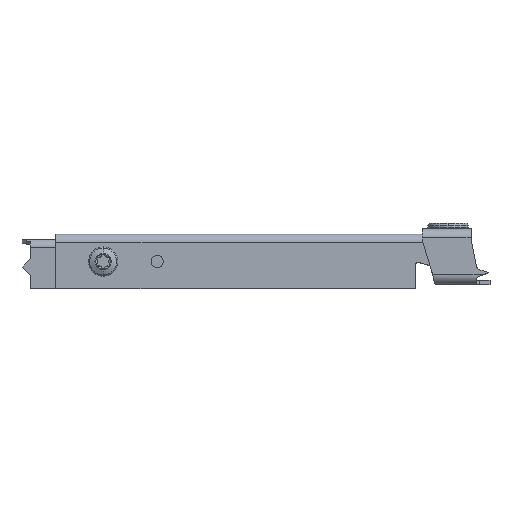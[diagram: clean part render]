
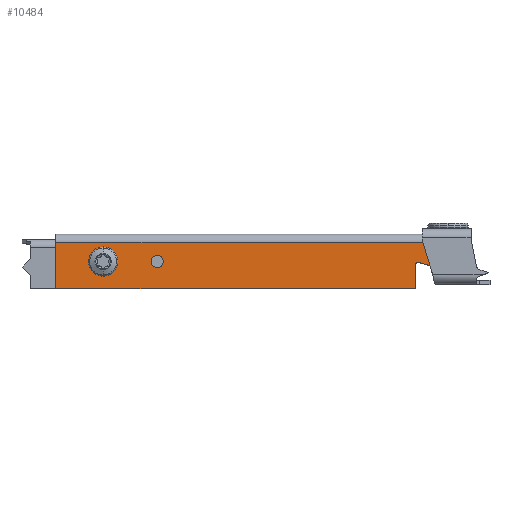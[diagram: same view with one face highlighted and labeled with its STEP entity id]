
A CAD part, top view. The second image highlights one B-rep face of the part: STEP entity #10484.
In plain terms, the highlighted planar face has unit normal (0, 0, 1).
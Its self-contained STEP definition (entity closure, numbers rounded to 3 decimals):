
#2 = ORIENTED_EDGE ( 'NONE', *, *, #3035, .T. ) ;
#360 = CARTESIAN_POINT ( 'NONE',  ( -76.5, -3., 18.484 ) ) ;
#724 = EDGE_LOOP ( 'NONE', ( #2, #11195, #11364, #3956, #2236, #9706, #8122, #2682, #4974, #9850 ) ) ;
#740 = CARTESIAN_POINT ( 'NONE',  ( 56.5, -11.482, 18.484 ) ) ;
#804 = DIRECTION ( 'NONE',  ( 0., 0., 1. ) ) ;
#928 = LINE ( 'NONE', #4405, #11059 ) ;
#1002 = DIRECTION ( 'NONE',  ( -0.309, -0.951, 0. ) ) ;
#1751 = CARTESIAN_POINT ( 'NONE',  ( -39., -10.124, 18.484 ) ) ;
#1776 = CARTESIAN_POINT ( 'NONE',  ( -39., -7.874, 18.484 ) ) ;
#1846 = CARTESIAN_POINT ( 'NONE',  ( 57.776, -10.521, 18.484 ) ) ;
#1922 = CIRCLE ( 'NONE', #2396, 1. ) ;
#2077 = EDGE_CURVE ( 'NONE', #4045, #5561, #4988, .T. ) ;
#2223 = VERTEX_POINT ( 'NONE', #11207 ) ;
#2236 = ORIENTED_EDGE ( 'NONE', *, *, #6606, .F. ) ;
#2269 = DIRECTION ( 'NONE',  ( -1., 0., 0. ) ) ;
#2396 = AXIS2_PLACEMENT_3D ( 'NONE', #4277, #13650, #7772 ) ;
#2478 = CARTESIAN_POINT ( 'NONE',  ( 76.5, -3., 18.484 ) ) ;
#2682 = ORIENTED_EDGE ( 'NONE', *, *, #7941, .F. ) ;
#2735 = CARTESIAN_POINT ( 'NONE',  ( 57.5, -11.482, 18.484 ) ) ;
#2838 = CARTESIAN_POINT ( 'NONE',  ( -39., -10.124, 18.484 ) ) ;
#2867 = VECTOR ( 'NONE', #4117, 1000. ) ;
#2969 = LINE ( 'NONE', #10923, #14924 ) ;
#2982 = EDGE_CURVE ( 'NONE', #12808, #13219, #7309, .T. ) ;
#3035 = EDGE_CURVE ( 'NONE', #12390, #12514, #10065, .T. ) ;
#3046 = CARTESIAN_POINT ( 'NONE',  ( -59., -12.374, 18.484 ) ) ;
#3122 = CARTESIAN_POINT ( 'NONE',  ( 72.9, -14.817, 18.484 ) ) ;
#3255 = CARTESIAN_POINT ( 'NONE',  ( 76.5, -20.124, 18.484 ) ) ;
#3503 = VERTEX_POINT ( 'NONE', #360 ) ;
#3641 = EDGE_CURVE ( 'NONE', #2223, #5395, #1922, .T. ) ;
#3860 = DIRECTION ( 'NONE',  ( 0., 0., 1. ) ) ;
#3956 = ORIENTED_EDGE ( 'NONE', *, *, #2077, .T. ) ;
#4025 = ORIENTED_EDGE ( 'NONE', *, *, #8366, .F. ) ;
#4045 = VERTEX_POINT ( 'NONE', #8077 ) ;
#4117 = DIRECTION ( 'NONE',  ( -0.961, 0.276, 0. ) ) ;
#4277 = CARTESIAN_POINT ( 'NONE',  ( 72.9, -13.817, 18.484 ) ) ;
#4370 = CARTESIAN_POINT ( 'NONE',  ( 76.5, -5.974, 18.484 ) ) ;
#4405 = CARTESIAN_POINT ( 'NONE',  ( 73.851, -14.126, 18.484 ) ) ;
#4416 = DIRECTION ( 'NONE',  ( 0., -1., 0. ) ) ;
#4421 = DIRECTION ( 'NONE',  ( 0., -1., 0. ) ) ;
#4801 = CARTESIAN_POINT ( 'NONE',  ( 57.776, -10.521, 18.484 ) ) ;
#4974 = ORIENTED_EDGE ( 'NONE', *, *, #3641, .F. ) ;
#4988 = LINE ( 'NONE', #10986, #13064 ) ;
#5257 = VERTEX_POINT ( 'NONE', #4801 ) ;
#5395 = VERTEX_POINT ( 'NONE', #3122 ) ;
#5414 = DIRECTION ( 'NONE',  ( 0., -1., 0. ) ) ;
#5434 = CARTESIAN_POINT ( 'NONE',  ( -76.5, -20.124, 18.484 ) ) ;
#5479 = CARTESIAN_POINT ( 'NONE',  ( 0., 15.676, 18.484 ) ) ;
#5553 = FACE_BOUND ( 'NONE', #9391, .T. ) ;
#5561 = VERTEX_POINT ( 'NONE', #11193 ) ;
#5601 = VERTEX_POINT ( 'NONE', #740 ) ;
#5755 = VECTOR ( 'NONE', #7376, 1000. ) ;
#6165 = LINE ( 'NONE', #1846, #2867 ) ;
#6390 = ORIENTED_EDGE ( 'NONE', *, *, #12767, .F. ) ;
#6436 = AXIS2_PLACEMENT_3D ( 'NONE', #6479, #804, #5414 ) ;
#6479 = CARTESIAN_POINT ( 'NONE',  ( -59., -10.124, 18.484 ) ) ;
#6521 = VERTEX_POINT ( 'NONE', #3046 ) ;
#6543 = DIRECTION ( 'NONE',  ( 0., 0., 1. ) ) ;
#6561 = AXIS2_PLACEMENT_3D ( 'NONE', #1751, #11961, #7362 ) ;
#6606 = EDGE_CURVE ( 'NONE', #5601, #5561, #2969, .T. ) ;
#6664 = VECTOR ( 'NONE', #2269, 1000. ) ;
#6700 = FACE_OUTER_BOUND ( 'NONE', #724, .T. ) ;
#6876 = AXIS2_PLACEMENT_3D ( 'NONE', #12573, #6543, #4416 ) ;
#6933 = CIRCLE ( 'NONE', #9120, 1. ) ;
#7309 = CIRCLE ( 'NONE', #6561, 2.25 ) ;
#7354 = EDGE_CURVE ( 'NONE', #3503, #4045, #11128, .T. ) ;
#7362 = DIRECTION ( 'NONE',  ( 0., -1., 0. ) ) ;
#7376 = DIRECTION ( 'NONE',  ( 0., -1., 0. ) ) ;
#7608 = CIRCLE ( 'NONE', #6876, 2.25 ) ;
#7772 = DIRECTION ( 'NONE',  ( 0., 1., 0. ) ) ;
#7776 = CARTESIAN_POINT ( 'NONE',  ( -39., -12.374, 18.484 ) ) ;
#7842 = FACE_BOUND ( 'NONE', #14088, .T. ) ;
#7874 = VERTEX_POINT ( 'NONE', #9973 ) ;
#7941 = EDGE_CURVE ( 'NONE', #5395, #7874, #13861, .T. ) ;
#8077 = CARTESIAN_POINT ( 'NONE',  ( -76.5, -20.124, 18.484 ) ) ;
#8122 = ORIENTED_EDGE ( 'NONE', *, *, #10840, .F. ) ;
#8366 = EDGE_CURVE ( 'NONE', #6521, #14343, #7608, .T. ) ;
#8639 = DIRECTION ( 'NONE',  ( 0., 1., 0. ) ) ;
#9120 = AXIS2_PLACEMENT_3D ( 'NONE', #2735, #3860, #8639 ) ;
#9391 = EDGE_LOOP ( 'NONE', ( #13506, #14135 ) ) ;
#9706 = ORIENTED_EDGE ( 'NONE', *, *, #13433, .F. ) ;
#9775 = AXIS2_PLACEMENT_3D ( 'NONE', #11336, #10119, #14940 ) ;
#9850 = ORIENTED_EDGE ( 'NONE', *, *, #11066, .F. ) ;
#9973 = CARTESIAN_POINT ( 'NONE',  ( 72.624, -14.779, 18.484 ) ) ;
#10065 = LINE ( 'NONE', #3255, #14771 ) ;
#10119 = DIRECTION ( 'NONE',  ( 0., 0., -1. ) ) ;
#10484 = ADVANCED_FACE ( 'NONE', ( #5553, #7842, #6700 ), #12435, .T. ) ;
#10597 = CARTESIAN_POINT ( 'NONE',  ( 0., -3., 18.484 ) ) ;
#10840 = EDGE_CURVE ( 'NONE', #7874, #5257, #6165, .T. ) ;
#10874 = EDGE_CURVE ( 'NONE', #13219, #12808, #12034, .T. ) ;
#10923 = CARTESIAN_POINT ( 'NONE',  ( 56.5, -20.124, 18.484 ) ) ;
#10986 = CARTESIAN_POINT ( 'NONE',  ( 76.5, -20.124, 18.484 ) ) ;
#11059 = VECTOR ( 'NONE', #1002, 1000. ) ;
#11066 = EDGE_CURVE ( 'NONE', #12390, #2223, #928, .T. ) ;
#11128 = LINE ( 'NONE', #5434, #5755 ) ;
#11193 = CARTESIAN_POINT ( 'NONE',  ( 56.5, -20.124, 18.484 ) ) ;
#11195 = ORIENTED_EDGE ( 'NONE', *, *, #12000, .T. ) ;
#11207 = CARTESIAN_POINT ( 'NONE',  ( 73.851, -14.126, 18.484 ) ) ;
#11324 = AXIS2_PLACEMENT_3D ( 'NONE', #2838, #13032, #12056 ) ;
#11336 = CARTESIAN_POINT ( 'NONE',  ( 72.9, -13.817, 18.484 ) ) ;
#11356 = DIRECTION ( 'NONE',  ( 0., 1., 0. ) ) ;
#11364 = ORIENTED_EDGE ( 'NONE', *, *, #7354, .T. ) ;
#11961 = DIRECTION ( 'NONE',  ( 0., 0., 1. ) ) ;
#12000 = EDGE_CURVE ( 'NONE', #12514, #3503, #12919, .T. ) ;
#12034 = CIRCLE ( 'NONE', #11324, 2.25 ) ;
#12056 = DIRECTION ( 'NONE',  ( 0., -1., 0. ) ) ;
#12179 = DIRECTION ( 'NONE',  ( 1., 0., 0. ) ) ;
#12390 = VERTEX_POINT ( 'NONE', #4370 ) ;
#12435 = PLANE ( 'NONE',  #14450 ) ;
#12446 = CARTESIAN_POINT ( 'NONE',  ( -59., -7.874, 18.484 ) ) ;
#12514 = VERTEX_POINT ( 'NONE', #2478 ) ;
#12573 = CARTESIAN_POINT ( 'NONE',  ( -59., -10.124, 18.484 ) ) ;
#12767 = EDGE_CURVE ( 'NONE', #14343, #6521, #12950, .T. ) ;
#12808 = VERTEX_POINT ( 'NONE', #7776 ) ;
#12919 = LINE ( 'NONE', #10597, #6664 ) ;
#12950 = CIRCLE ( 'NONE', #6436, 2.25 ) ;
#13032 = DIRECTION ( 'NONE',  ( 0., 0., 1. ) ) ;
#13064 = VECTOR ( 'NONE', #12179, 1000. ) ;
#13219 = VERTEX_POINT ( 'NONE', #1776 ) ;
#13433 = EDGE_CURVE ( 'NONE', #5257, #5601, #6933, .T. ) ;
#13471 = DIRECTION ( 'NONE',  ( 0., -1., 0. ) ) ;
#13506 = ORIENTED_EDGE ( 'NONE', *, *, #2982, .F. ) ;
#13650 = DIRECTION ( 'NONE',  ( 0., 0., -1. ) ) ;
#13861 = CIRCLE ( 'NONE', #9775, 1. ) ;
#14088 = EDGE_LOOP ( 'NONE', ( #4025, #6390 ) ) ;
#14135 = ORIENTED_EDGE ( 'NONE', *, *, #10874, .F. ) ;
#14343 = VERTEX_POINT ( 'NONE', #12446 ) ;
#14450 = AXIS2_PLACEMENT_3D ( 'NONE', #5479, #14784, #4421 ) ;
#14771 = VECTOR ( 'NONE', #11356, 1000. ) ;
#14784 = DIRECTION ( 'NONE',  ( 0., 0., 1. ) ) ;
#14924 = VECTOR ( 'NONE', #13471, 1000. ) ;
#14940 = DIRECTION ( 'NONE',  ( 0., 1., 0. ) ) ;
